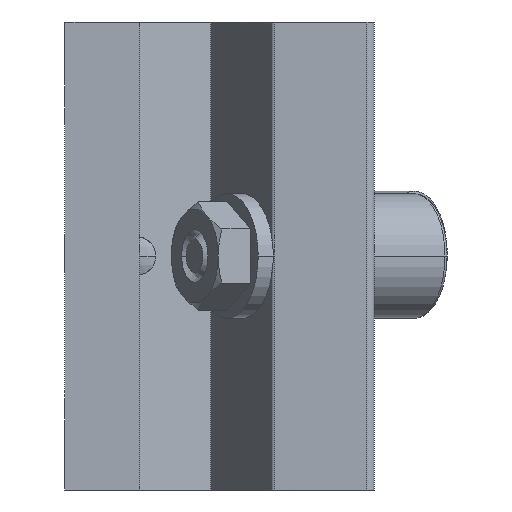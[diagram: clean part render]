
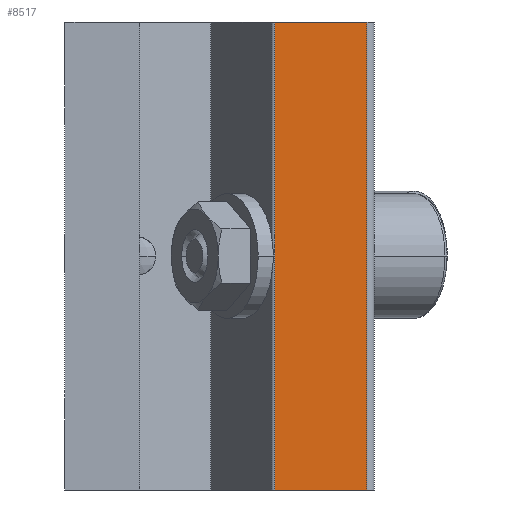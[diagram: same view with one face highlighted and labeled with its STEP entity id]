
A CAD part, left-side view. The second image highlights one B-rep face of the part: STEP entity #8517.
In plain terms, the highlighted planar face has unit normal (-1, 0, 0).
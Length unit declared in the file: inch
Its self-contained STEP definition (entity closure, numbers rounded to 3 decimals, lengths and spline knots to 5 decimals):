
#44 = ORIENTED_EDGE ( 'NONE', *, *, #11848, .T. ) ;
#486 = DIRECTION ( 'NONE',  ( 0., -1., 0. ) ) ;
#1508 = CARTESIAN_POINT ( 'NONE',  ( -1.0625, 0.09671, -0.9375 ) ) ;
#1591 = CARTESIAN_POINT ( 'NONE',  ( -1.0625, 0.09671, 0.9375 ) ) ;
#2624 = DIRECTION ( 'NONE',  ( 0., -1., 0. ) ) ;
#3225 = CARTESIAN_POINT ( 'NONE',  ( -1.0625, 0.09671, -0.9375 ) ) ;
#4059 = PLANE ( 'NONE',  #7481 ) ;
#4129 = LINE ( 'NONE', #1591, #12802 ) ;
#4145 = EDGE_LOOP ( 'NONE', ( #10926, #7576, #10855, #44 ) ) ;
#4488 = LINE ( 'NONE', #3225, #6309 ) ;
#5385 = VECTOR ( 'NONE', #2624, 39.37008 ) ;
#6148 = VECTOR ( 'NONE', #14987, 39.37008 ) ;
#6246 = VERTEX_POINT ( 'NONE', #6852 ) ;
#6309 = VECTOR ( 'NONE', #15535, 39.37008 ) ;
#6456 = CARTESIAN_POINT ( 'NONE',  ( -1.0625, -0.273, 0.9375 ) ) ;
#6852 = CARTESIAN_POINT ( 'NONE',  ( -1.0625, -0.273, -0.9375 ) ) ;
#7481 = AXIS2_PLACEMENT_3D ( 'NONE', #8884, #9206, #13754 ) ;
#7576 = ORIENTED_EDGE ( 'NONE', *, *, #9991, .F. ) ;
#7661 = LINE ( 'NONE', #12497, #6148 ) ;
#8517 = ADVANCED_FACE ( 'NONE', ( #12549 ), #4059, .F. ) ;
#8720 = EDGE_CURVE ( 'NONE', #13281, #8722, #4129, .T. ) ;
#8722 = VERTEX_POINT ( 'NONE', #6456 ) ;
#8884 = CARTESIAN_POINT ( 'NONE',  ( -1.0625, -0.113, 4.9375 ) ) ;
#9206 = DIRECTION ( 'NONE',  ( 1., 0., 0. ) ) ;
#9991 = EDGE_CURVE ( 'NONE', #12933, #13281, #4488, .T. ) ;
#10583 = CARTESIAN_POINT ( 'NONE',  ( -1.0625, 0.09671, 0.9375 ) ) ;
#10855 = ORIENTED_EDGE ( 'NONE', *, *, #12047, .T. ) ;
#10915 = CARTESIAN_POINT ( 'NONE',  ( -1.0625, 0.09671, -0.9375 ) ) ;
#10926 = ORIENTED_EDGE ( 'NONE', *, *, #8720, .F. ) ;
#11848 = EDGE_CURVE ( 'NONE', #6246, #8722, #7661, .T. ) ;
#12047 = EDGE_CURVE ( 'NONE', #12933, #6246, #14737, .T. ) ;
#12497 = CARTESIAN_POINT ( 'NONE',  ( -1.0625, -0.273, -0.9375 ) ) ;
#12549 = FACE_OUTER_BOUND ( 'NONE', #4145, .T. ) ;
#12802 = VECTOR ( 'NONE', #486, 39.37008 ) ;
#12933 = VERTEX_POINT ( 'NONE', #1508 ) ;
#13281 = VERTEX_POINT ( 'NONE', #10583 ) ;
#13754 = DIRECTION ( 'NONE',  ( 0., 1., 0. ) ) ;
#14737 = LINE ( 'NONE', #10915, #5385 ) ;
#14987 = DIRECTION ( 'NONE',  ( 0., 0., 1. ) ) ;
#15535 = DIRECTION ( 'NONE',  ( 0., 0., 1. ) ) ;
